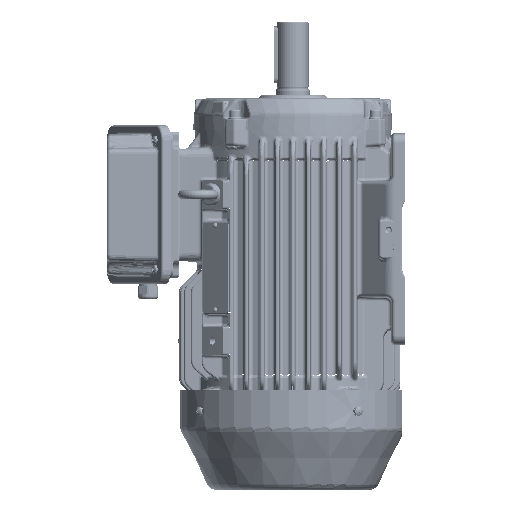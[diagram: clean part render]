
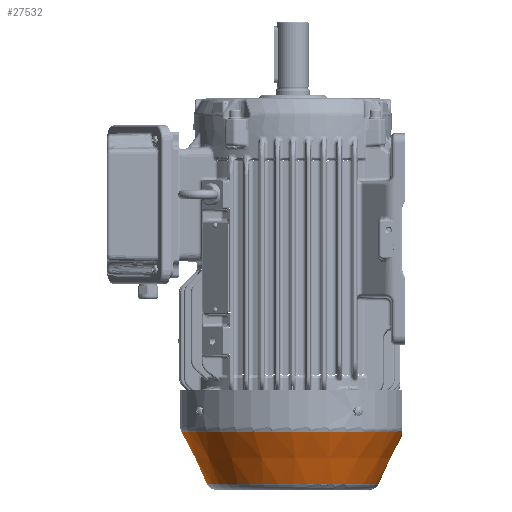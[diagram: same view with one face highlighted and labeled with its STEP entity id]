
A CAD part, left-side view. The second image highlights one B-rep face of the part: STEP entity #27532.
In plain terms, the highlighted conical face has half-angle 26 degrees and reference radius 76.488 mm.
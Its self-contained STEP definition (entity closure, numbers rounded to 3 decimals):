
#6630=B_SPLINE_CURVE_WITH_KNOTS('',3,(#207005,#207006,#207007,#207008,#207009,
#207010,#207011,#207012,#207013,#207014),.UNSPECIFIED.,.F.,.F.,(4,2,2,2,
4),(0.,0.25,0.375,0.5,1.),
 .UNSPECIFIED.);
#6631=B_SPLINE_CURVE_WITH_KNOTS('',3,(#207016,#207017,#207018,#207019,#207020,
#207021),.UNSPECIFIED.,.F.,.F.,(4,2,4),(0.,0.5,1.),.UNSPECIFIED.);
#7042=CONICAL_SURFACE('',#94362,76.488,26.);
#27532=ADVANCED_FACE('',(#29586,#29587),#7042,.T.);
#29586=FACE_BOUND('',#34938,.T.);
#29587=FACE_BOUND('',#34939,.T.);
#34938=EDGE_LOOP('',(#58450,#58451,#58452));
#34939=EDGE_LOOP('',(#58453));
#58450=ORIENTED_EDGE('',*,*,#80757,.T.);
#58451=ORIENTED_EDGE('',*,*,#80756,.T.);
#58452=ORIENTED_EDGE('',*,*,#80735,.T.);
#58453=ORIENTED_EDGE('',*,*,#80764,.F.);
#67254=VERTEX_POINT('',#206921);
#67256=VERTEX_POINT('',#206924);
#67272=VERTEX_POINT('',#207015);
#67274=VERTEX_POINT('',#207057);
#80735=EDGE_CURVE('',#67256,#67254,#85848,.T.);
#80756=EDGE_CURVE('',#67272,#67256,#6630,.T.);
#80757=EDGE_CURVE('',#67254,#67272,#6631,.T.);
#80764=EDGE_CURVE('',#67274,#67274,#85855,.T.);
#85848=CIRCLE('',#94345,98.988);
#85855=CIRCLE('',#94360,76.488);
#94345=AXIS2_PLACEMENT_3D('',#206923,#114973,#114974);
#94360=AXIS2_PLACEMENT_3D('',#207056,#115016,#115017);
#94362=AXIS2_PLACEMENT_3D('',#207059,#115020,#115021);
#114973=DIRECTION('',(0.,0.,-1.));
#114974=DIRECTION('',(-1.,0.,0.));
#115016=DIRECTION('',(0.,0.,-1.));
#115017=DIRECTION('',(-1.,0.,0.));
#115020=DIRECTION('',(0.,0.,1.));
#115021=DIRECTION('',(1.,0.,0.));
#206921=CARTESIAN_POINT('',(19.739,-97.,-304.252));
#206923=CARTESIAN_POINT('',(0.,0.,-304.252));
#206924=CARTESIAN_POINT('',(-19.739,-97.,-304.252));
#207005=CARTESIAN_POINT('',(10.08,-97.,-307.257));
#207006=CARTESIAN_POINT('',(7.56,-97.,-307.791));
#207007=CARTESIAN_POINT('',(5.062,-97.,-308.125));
#207008=CARTESIAN_POINT('',(1.267,-97.,-308.328));
#207009=CARTESIAN_POINT('',(0.004,-97.,-308.345));
#207010=CARTESIAN_POINT('',(-2.522,-97.,-308.277));
#207011=CARTESIAN_POINT('',(-3.827,-97.,-308.189));
#207012=CARTESIAN_POINT('',(-9.948,-97.,-307.536));
#207013=CARTESIAN_POINT('',(-14.809,-97.,-306.267));
#207014=CARTESIAN_POINT('',(-19.739,-97.,-304.252));
#207015=CARTESIAN_POINT('',(10.08,-97.,-307.257));
#207016=CARTESIAN_POINT('',(19.739,-97.,-304.252));
#207017=CARTESIAN_POINT('',(18.145,-97.,-304.903));
#207018=CARTESIAN_POINT('',(16.556,-97.,-305.477));
#207019=CARTESIAN_POINT('',(13.382,-97.,-306.47));
#207020=CARTESIAN_POINT('',(11.709,-97.,-306.911));
#207021=CARTESIAN_POINT('',(10.08,-97.,-307.257));
#207056=CARTESIAN_POINT('',(0.,0.,-350.384));
#207057=CARTESIAN_POINT('',(-76.488,0.,-350.384));
#207059=CARTESIAN_POINT('',(0.,0.,-350.384));
